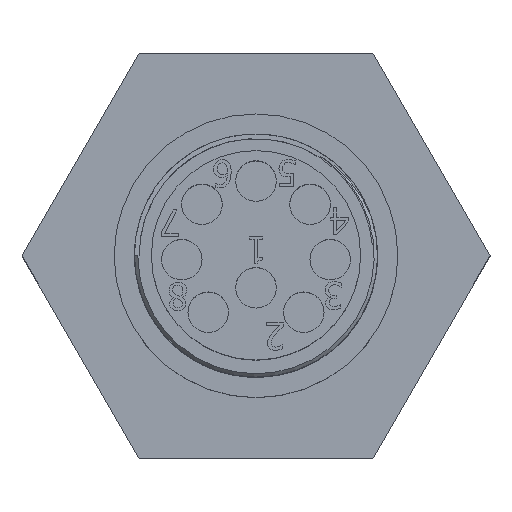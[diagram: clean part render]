
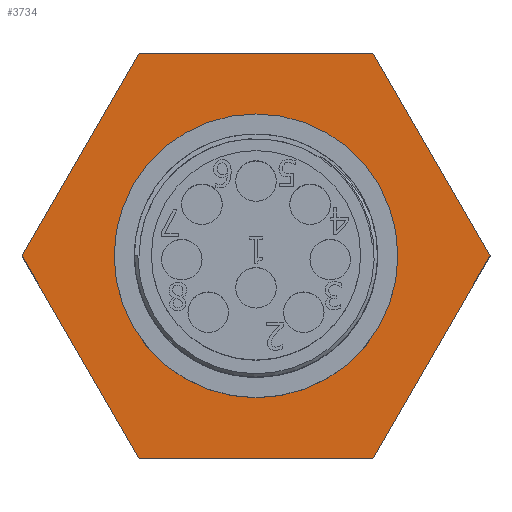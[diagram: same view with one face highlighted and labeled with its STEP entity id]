
A CAD part, top view. The second image highlights one B-rep face of the part: STEP entity #3734.
In plain terms, the highlighted planar face has unit normal (0, 0, 1).
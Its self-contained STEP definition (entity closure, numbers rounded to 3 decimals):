
#124=FACE_BOUND($,#783,.T.);
#173=CIRCLE($,#3911,10.5);
#298=PLANE($,#3914);
#509=FACE_OUTER_BOUND($,#782,.T.);
#782=EDGE_LOOP($,(#3422,#3423,#3424,#3425,#3426,#3427));
#783=EDGE_LOOP($,(#3428));
#1050=LINE($,#8940,#1332);
#1053=LINE($,#8946,#1335);
#1056=LINE($,#8952,#1338);
#1059=LINE($,#8958,#1341);
#1063=LINE($,#8965,#1345);
#1065=LINE($,#8968,#1347);
#1332=VECTOR($,#4373,17.321);
#1335=VECTOR($,#4378,17.321);
#1338=VECTOR($,#4383,17.321);
#1341=VECTOR($,#4388,17.321);
#1345=VECTOR($,#4394,17.321);
#1347=VECTOR($,#4398,17.321);
#1846=VERTEX_POINT($,#8937);
#1847=VERTEX_POINT($,#8939);
#1849=VERTEX_POINT($,#8945);
#1851=VERTEX_POINT($,#8951);
#1853=VERTEX_POINT($,#8957);
#1855=VERTEX_POINT($,#8963);
#1886=VERTEX_POINT($,#9072);
#2353=EDGE_CURVE($,#1847,#1846,#1050,.T.);
#2356=EDGE_CURVE($,#1849,#1847,#1053,.T.);
#2359=EDGE_CURVE($,#1851,#1849,#1056,.T.);
#2362=EDGE_CURVE($,#1853,#1851,#1059,.T.);
#2366=EDGE_CURVE($,#1846,#1855,#1063,.T.);
#2368=EDGE_CURVE($,#1855,#1853,#1065,.T.);
#2400=EDGE_CURVE($,#1886,#1886,#173,.T.);
#3422=ORIENTED_EDGE($,*,*,#2362,.T.);
#3423=ORIENTED_EDGE($,*,*,#2359,.T.);
#3424=ORIENTED_EDGE($,*,*,#2356,.T.);
#3425=ORIENTED_EDGE($,*,*,#2353,.T.);
#3426=ORIENTED_EDGE($,*,*,#2366,.T.);
#3427=ORIENTED_EDGE($,*,*,#2368,.T.);
#3428=ORIENTED_EDGE($,*,*,#2400,.T.);
#3734=ADVANCED_FACE($,(#509,#124),#298,.T.);
#3911=AXIS2_PLACEMENT_3D($,#9073,#4545,#4546);
#3914=AXIS2_PLACEMENT_3D($,#9076,#4551,#4552);
#4373=DIRECTION($,(0.5,-0.866,0.));
#4378=DIRECTION($,(-0.5,-0.866,0.));
#4383=DIRECTION($,(-1.,0.,0.));
#4388=DIRECTION($,(-0.5,0.866,0.));
#4394=DIRECTION($,(1.,0.,0.));
#4398=DIRECTION($,(0.5,0.866,0.));
#4545=DIRECTION('center_axis',(0.,0.,-1.));
#4546=DIRECTION('ref_axis',(-1.,0.,0.));
#4551=DIRECTION('center_axis',(0.,0.,1.));
#4552=DIRECTION('ref_axis',(1.,0.,0.));
#8937=CARTESIAN_POINT('',(-8.66,-15.,3.95));
#8939=CARTESIAN_POINT('',(-17.321,0.,3.95));
#8940=CARTESIAN_POINT($,(-15.155,-3.75,3.95));
#8945=CARTESIAN_POINT('',(-8.66,15.,3.95));
#8946=CARTESIAN_POINT($,(-10.825,11.25,3.95));
#8951=CARTESIAN_POINT('',(8.66,15.,3.95));
#8952=CARTESIAN_POINT($,(4.33,15.,3.95));
#8957=CARTESIAN_POINT('',(17.321,0.,3.95));
#8958=CARTESIAN_POINT($,(15.155,3.75,3.95));
#8963=CARTESIAN_POINT('',(8.66,-15.,3.95));
#8965=CARTESIAN_POINT($,(-4.33,-15.,3.95));
#8968=CARTESIAN_POINT($,(10.825,-11.25,3.95));
#9072=CARTESIAN_POINT('',(10.5,0.,3.95));
#9073=CARTESIAN_POINT('Origin',(0.,0.,3.95));
#9076=CARTESIAN_POINT('Origin',(0.,0.,
3.95));
